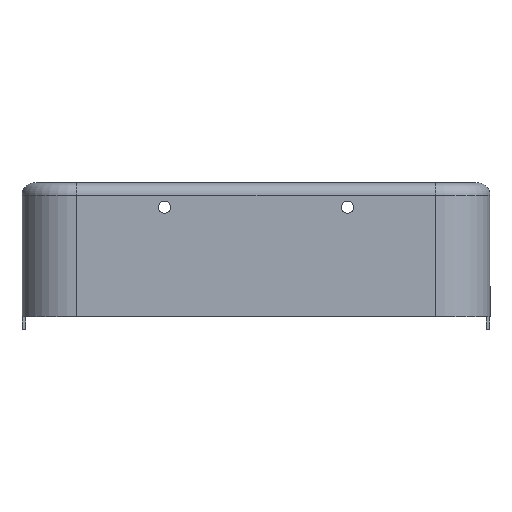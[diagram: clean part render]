
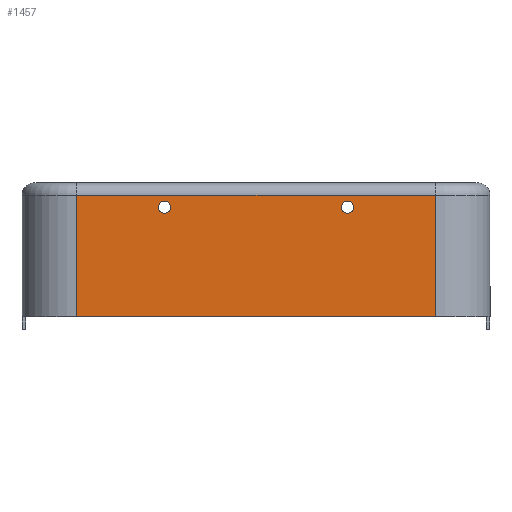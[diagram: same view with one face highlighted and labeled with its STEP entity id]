
A CAD part, front view. The second image highlights one B-rep face of the part: STEP entity #1457.
In plain terms, the highlighted face is planar.
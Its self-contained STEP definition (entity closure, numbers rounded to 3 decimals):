
#160=LINE('',#2428,#282);
#176=LINE('',#2477,#298);
#186=LINE('',#2499,#308);
#189=LINE('',#2506,#311);
#282=VECTOR('',#1957,1000.);
#298=VECTOR('',#2017,1000.);
#308=VECTOR('',#2039,1000.);
#311=VECTOR('',#2050,1000.);
#671=ORIENTED_EDGE('',*,*,#767,.F.);
#672=ORIENTED_EDGE('',*,*,#942,.F.);
#673=ORIENTED_EDGE('',*,*,#934,.T.);
#674=ORIENTED_EDGE('',*,*,#890,.F.);
#675=ORIENTED_EDGE('',*,*,#918,.F.);
#676=ORIENTED_EDGE('',*,*,#931,.T.);
#767=EDGE_CURVE('',#976,#976,#1094,.T.);
#890=EDGE_CURVE('',#1061,#1058,#160,.T.);
#918=EDGE_CURVE('',#1073,#1061,#176,.T.);
#931=EDGE_CURVE('',#1073,#1078,#186,.T.);
#934=EDGE_CURVE('',#1078,#1058,#189,.T.);
#942=EDGE_CURVE('',#1080,#1080,#1167,.T.);
#976=VERTEX_POINT('',#2186);
#1058=VERTEX_POINT('',#2422);
#1061=VERTEX_POINT('',#2427);
#1073=VERTEX_POINT('',#2478);
#1078=VERTEX_POINT('',#2498);
#1080=VERTEX_POINT('',#2524);
#1094=CIRCLE('',#1505,0.5);
#1167=CIRCLE('',#1637,0.5);
#1243=EDGE_LOOP('',(#671));
#1244=EDGE_LOOP('',(#672));
#1245=EDGE_LOOP('',(#673,#674,#675,#676));
#1339=FACE_BOUND('',#1243,.T.);
#1340=FACE_BOUND('',#1244,.T.);
#1341=FACE_BOUND('',#1245,.T.);
#1388=PLANE('',#1636);
#1457=ADVANCED_FACE('',(#1339,#1340,#1341),#1388,.T.);
#1505=AXIS2_PLACEMENT_3D('',#2185,#1711,#1712);
#1636=AXIS2_PLACEMENT_3D('',#2522,#2075,#2076);
#1637=AXIS2_PLACEMENT_3D('',#2523,#2077,#2078);
#1711=DIRECTION('',(1.,0.,0.));
#1712=DIRECTION('',(0.,1.,0.));
#1957=DIRECTION('',(0.,-1.,0.));
#2017=DIRECTION('',(0.,0.,-1.));
#2039=DIRECTION('',(0.,-1.,0.));
#2050=DIRECTION('',(0.,0.,-1.));
#2075=DIRECTION('',(1.,0.,0.));
#2076=DIRECTION('',(0.,1.,0.));
#2077=DIRECTION('',(1.,0.,0.));
#2078=DIRECTION('',(0.,1.,0.));
#2185=CARTESIAN_POINT('',(18.8,-2.,7.5));
#2186=CARTESIAN_POINT('',(18.8,-1.5,7.5));
#2422=CARTESIAN_POINT('',(18.8,-11.,-14.7));
#2427=CARTESIAN_POINT('',(18.8,-1.,-14.7));
#2428=CARTESIAN_POINT('',(18.8,0.,-14.7));
#2477=CARTESIAN_POINT('',(18.8,-1.,14.7));
#2478=CARTESIAN_POINT('',(18.8,-1.,14.7));
#2498=CARTESIAN_POINT('',(18.8,-11.,14.7));
#2499=CARTESIAN_POINT('',(18.8,0.,14.7));
#2506=CARTESIAN_POINT('',(18.8,-11.,14.7));
#2522=CARTESIAN_POINT('',(18.8,0.,14.7));
#2523=CARTESIAN_POINT('',(18.8,-2.,-7.5));
#2524=CARTESIAN_POINT('',(18.8,-1.5,-7.5));
